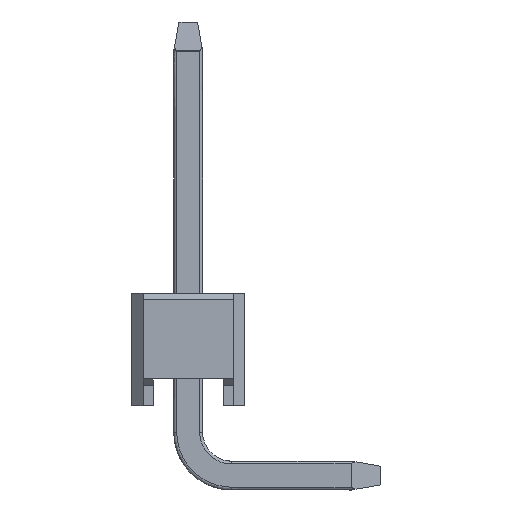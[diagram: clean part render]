
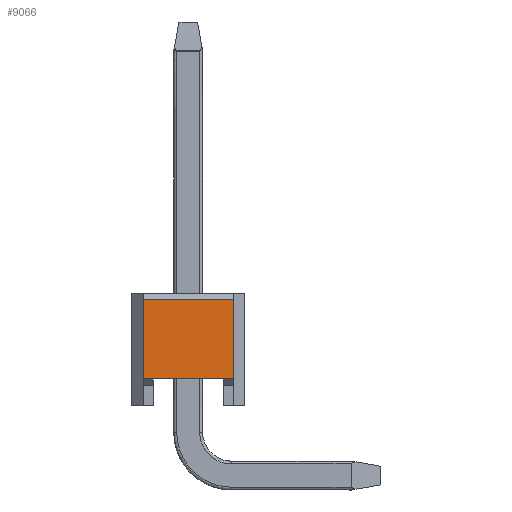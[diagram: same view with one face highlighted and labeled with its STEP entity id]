
A CAD part, left-side view. The second image highlights one B-rep face of the part: STEP entity #9066.
In plain terms, the highlighted planar face has unit normal (-1, 0, 0).
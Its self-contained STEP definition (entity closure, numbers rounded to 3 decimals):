
#3368 = ORIENTED_EDGE ( 'NONE', *, *, #19499, .T. ) ;
#4662 = ORIENTED_EDGE ( 'NONE', *, *, #9037, .T. ) ;
#4666 = CARTESIAN_POINT ( 'NONE',  ( -1.27, 1., 0.6 ) ) ;
#4811 = CARTESIAN_POINT ( 'NONE',  ( -1.27, 1., 2.5 ) ) ;
#4927 = LINE ( 'NONE', #12458, #12471 ) ;
#5076 = LINE ( 'NONE', #12899, #17069 ) ;
#6450 = LINE ( 'NONE', #6734, #11146 ) ;
#6578 = DIRECTION ( 'NONE',  ( 0., 1., 0. ) ) ;
#6734 = CARTESIAN_POINT ( 'NONE',  ( -1.27, -1., 2.5 ) ) ;
#6736 = AXIS2_PLACEMENT_3D ( 'NONE', #4811, #18431, #14882 ) ;
#7198 = VERTEX_POINT ( 'NONE', #15552 ) ;
#7441 = EDGE_LOOP ( 'NONE', ( #3368, #12033, #14449, #4662 ) ) ;
#9037 = EDGE_CURVE ( 'NONE', #11741, #18820, #10367, .T. ) ;
#9066 = ADVANCED_FACE ( 'NONE', ( #12355 ), #13937, .F. ) ;
#10367 = LINE ( 'NONE', #15346, #12221 ) ;
#11146 = VECTOR ( 'NONE', #18673, 1000. ) ;
#11239 = DIRECTION ( 'NONE',  ( 0., 0., -1. ) ) ;
#11508 = EDGE_CURVE ( 'NONE', #7198, #15546, #5076, .T. ) ;
#11741 = VERTEX_POINT ( 'NONE', #12318 ) ;
#12033 = ORIENTED_EDGE ( 'NONE', *, *, #11508, .F. ) ;
#12221 = VECTOR ( 'NONE', #18541, 1000. ) ;
#12318 = CARTESIAN_POINT ( 'NONE',  ( -1.27, -1., 2.35 ) ) ;
#12355 = FACE_OUTER_BOUND ( 'NONE', #7441, .T. ) ;
#12458 = CARTESIAN_POINT ( 'NONE',  ( -1.27, 1., 2.5 ) ) ;
#12471 = VECTOR ( 'NONE', #11239, 1000. ) ;
#12854 = CARTESIAN_POINT ( 'NONE',  ( -1.27, 1., 2.35 ) ) ;
#12899 = CARTESIAN_POINT ( 'NONE',  ( -1.27, 0.77, 0.6 ) ) ;
#13937 = PLANE ( 'NONE',  #6736 ) ;
#14449 = ORIENTED_EDGE ( 'NONE', *, *, #18734, .F. ) ;
#14882 = DIRECTION ( 'NONE',  ( 0., 1., 0. ) ) ;
#15346 = CARTESIAN_POINT ( 'NONE',  ( -1.27, 1., 2.35 ) ) ;
#15546 = VERTEX_POINT ( 'NONE', #4666 ) ;
#15552 = CARTESIAN_POINT ( 'NONE',  ( -1.27, -1., 0.6 ) ) ;
#17069 = VECTOR ( 'NONE', #6578, 1000. ) ;
#18431 = DIRECTION ( 'NONE',  ( 1., 0., 0. ) ) ;
#18541 = DIRECTION ( 'NONE',  ( 0., 1., 0. ) ) ;
#18673 = DIRECTION ( 'NONE',  ( 0., 0., -1. ) ) ;
#18734 = EDGE_CURVE ( 'NONE', #11741, #7198, #6450, .T. ) ;
#18820 = VERTEX_POINT ( 'NONE', #12854 ) ;
#19499 = EDGE_CURVE ( 'NONE', #18820, #15546, #4927, .T. ) ;
